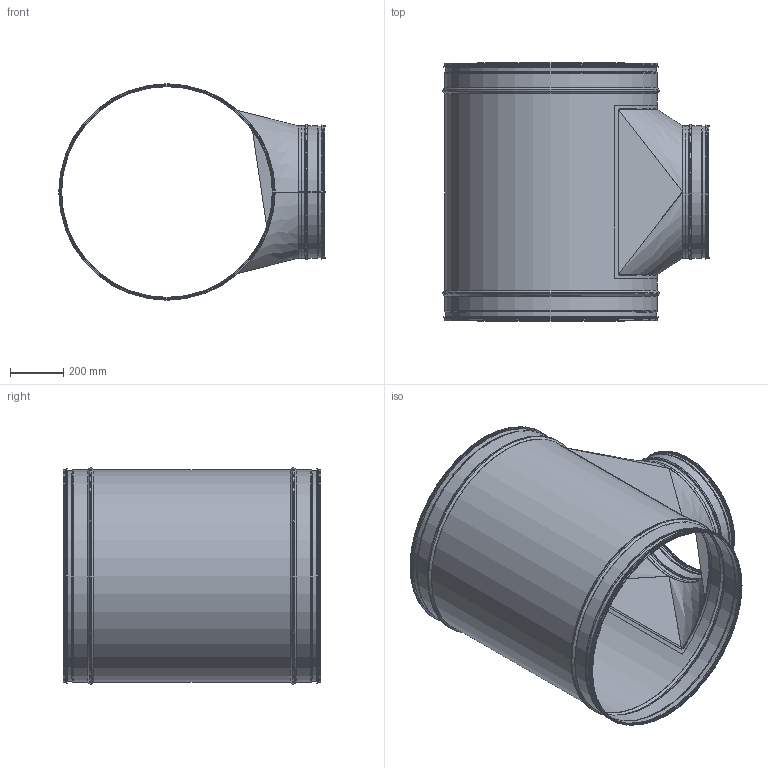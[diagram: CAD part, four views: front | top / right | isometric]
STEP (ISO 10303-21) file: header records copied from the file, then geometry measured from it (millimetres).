
FILE_DESCRIPTION((''),'2;1');
FILE_NAME('HTK_800-500.stp','2014-02-21T07:16:46',(''),(''),'Autodesk Inventor 2013','Autodesk Inventor 2013','');
FILE_SCHEMA(('AUTOMOTIVE_DESIGN { 1 2 10303 214 0 1 1 1 }'));
Length unit declared in the file: millimetre
Products named in the file (7): HTK_800-500; HTKRörämne_800-500; HPSRRörämne_800-500; HSG-500; HSGRörämne-500; 999010; 999012
Assembly tree (7 placements, depth 3):
  HTK_800-500
    HTKRörämne_800-500
    HPSRRörämne_800-500
    HSG-500
      HSGRörämne-500
      999010
    999012  x2
Bounding box: 1002.79 x 969.93 x 814.65 mm (x, y, z)
Volume: 1586945.1 mm3; surface area: 5787140.7 mm2
Topology: 6 solids, 6 shells, 271 faces, 546 edges, 298 vertices
Faces by surface type: plane 129, torus 60, cylinder 44, cone 30, bspline 8
Full cylindrical faces by diameter (mm): 492.95 x1, 493.95 x1, 495.15 x1, 496.75 x1, 497.75 x7, 498.75 x3, 504.15 x1, 509.15 x1, 792.85 x2, 793.85 x2, 795.05 x2, 797.65 x11, 798.65 x5, 804.05 x2, 809.05 x2
Entity records: 7147 total; most frequent: CARTESIAN_POINT 1438, DIRECTION 1224, ORIENTED_EDGE 966, AXIS2_PLACEMENT_3D 497, EDGE_CURVE 483, EDGE_LOOP 296, VERTEX_POINT 279, STYLED_ITEM 257
